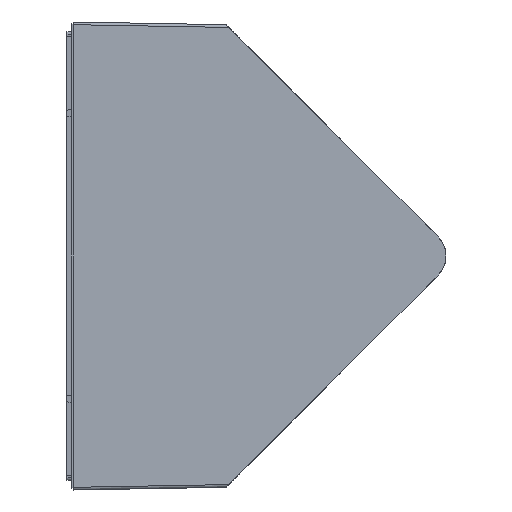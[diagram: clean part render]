
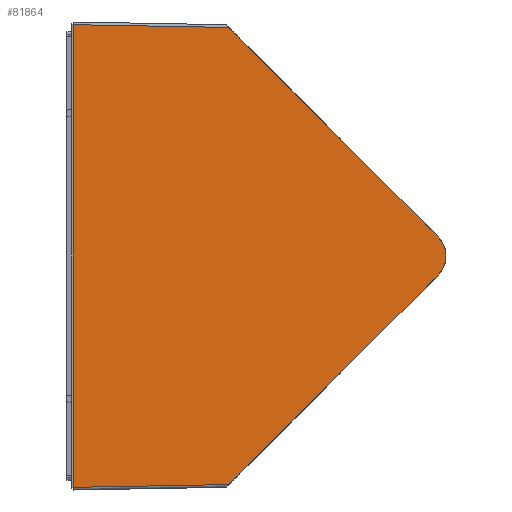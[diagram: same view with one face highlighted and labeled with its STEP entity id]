
A CAD part, left-side view. The second image highlights one B-rep face of the part: STEP entity #81864.
In plain terms, the highlighted planar face has unit normal (-1, -0.018, 0).
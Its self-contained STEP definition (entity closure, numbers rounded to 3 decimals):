
#212=DIRECTION('',(-0.017,1.,0.017));
#213=VECTOR('',#212,28.902);
#214=CARTESIAN_POINT('',(-42.969,-29.194,42.469));
#215=LINE('129570',#214,#213);
#216=CARTESIAN_POINT('',(-42.289,-68.127,
-3.536));
#217=CARTESIAN_POINT('',(-42.287,-68.274,
-3.388));
#218=CARTESIAN_POINT('',(-42.282,-68.533,
-3.094));
#219=CARTESIAN_POINT('',(-42.275,-68.944,
-2.504));
#220=CARTESIAN_POINT('',(-42.269,-69.3,
-1.768));
#221=CARTESIAN_POINT('',(-42.265,-69.54,
-0.884));
#222=CARTESIAN_POINT('',(-42.263,-69.617,0.));
#223=CARTESIAN_POINT('',(-42.265,-69.54,
0.884));
#224=CARTESIAN_POINT('',(-42.269,-69.3,1.768));
#225=CARTESIAN_POINT('',(-42.275,-68.944,2.504));
#226=CARTESIAN_POINT('',(-42.282,-68.533,3.094));
#227=CARTESIAN_POINT('',(-42.287,-68.274,3.388));
#228=CARTESIAN_POINT('',(-42.289,-68.127,3.536));
#230=DIRECTION('',(0.017,-1.,0.017));
#231=VECTOR('',#230,28.902);
#232=CARTESIAN_POINT('',(-43.473,-0.3,-42.973));
#233=LINE('129573',#232,#231);
#234=DIRECTION('',(0.,0.,1.));
#235=VECTOR('',#234,85.946);
#236=CARTESIAN_POINT('',(-43.473,-0.3,-42.973));
#237=LINE('129584',#236,#235);
#417=DIRECTION('',(0.012,-0.707,-0.707));
#418=VECTOR('',#417,55.064);
#419=CARTESIAN_POINT('',(-42.969,-29.194,42.469));
#420=LINE('129576',#419,#418);
#429=CARTESIAN_POINT('',(-42.969,-29.194,42.469));
#35042=CARTESIAN_POINT('',(-42.969,-29.194,
-42.469));
#35052=DIRECTION('',(-0.012,0.707,-0.707));
#35053=VECTOR('',#35052,55.064);
#35054=CARTESIAN_POINT('',(-42.289,-68.127,
-3.536));
#35055=LINE('129577',#35054,#35053);
#73623=VERTEX_POINT('',#216);
#73624=VERTEX_POINT('',#228);
#75839=VERTEX_POINT('',#429);
#75840=CARTESIAN_POINT('',(-43.473,-0.3,42.973));
#75841=VERTEX_POINT('',#75840);
#75842=VERTEX_POINT('',#35042);
#75846=CARTESIAN_POINT('',(-43.473,-0.3,-42.973));
#75847=VERTEX_POINT('',#75846);
#81845=CARTESIAN_POINT('',(-43.478,0.,-43.593));
#81846=DIRECTION('',(1.,0.017,0.));
#81847=DIRECTION('',(0.,0.,-1.));
#81848=AXIS2_PLACEMENT_3D('',#81845,#81846,#81847);
#81849=PLANE('17891',#81848);
#81851=ORIENTED_EDGE('129570',*,*,#81850,.F.);
#81853=ORIENTED_EDGE('129576',*,*,#81852,.T.);
#81855=ORIENTED_EDGE('84571',*,*,#81854,.F.);
#81857=ORIENTED_EDGE('129577',*,*,#81856,.T.);
#81859=ORIENTED_EDGE('129573',*,*,#81858,.F.);
#81861=ORIENTED_EDGE('129584',*,*,#81860,.T.);
#81862=EDGE_LOOP('17891',(#81851,#81853,#81855,#81857,#81859,#81861));
#81863=FACE_OUTER_BOUND('17891',#81862,.F.);
#81864=ADVANCED_FACE('17891',(#81863),#81849,.F.);
#229=B_SPLINE_CURVE_WITH_KNOTS('84571',3,(#216,#217,#218,#219,#220,#221,#222,
#223,#224,#225,#226,#227,#228),.UNSPECIFIED.,.F.,.F.,(4,1,1,1,1,1,1,1,1,1,4),(
0.,0.063,0.125,0.25,0.375,0.5,0.625,0.75,0.875,0.938,1.),
.UNSPECIFIED.);
#81850=EDGE_CURVE('129570',#75839,#75841,#215,.T.);
#81852=EDGE_CURVE('129576',#75839,#73624,#420,.T.);
#81854=EDGE_CURVE('84571',#73623,#73624,#229,.T.);
#81856=EDGE_CURVE('129577',#73623,#75842,#35055,.T.);
#81858=EDGE_CURVE('129573',#75847,#75842,#233,.T.);
#81860=EDGE_CURVE('129584',#75847,#75841,#237,.T.);
